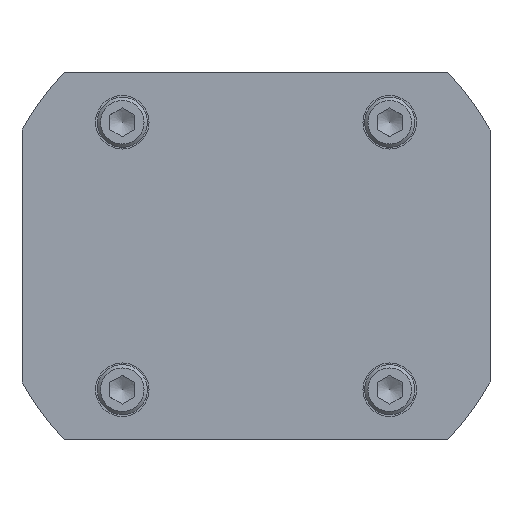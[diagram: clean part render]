
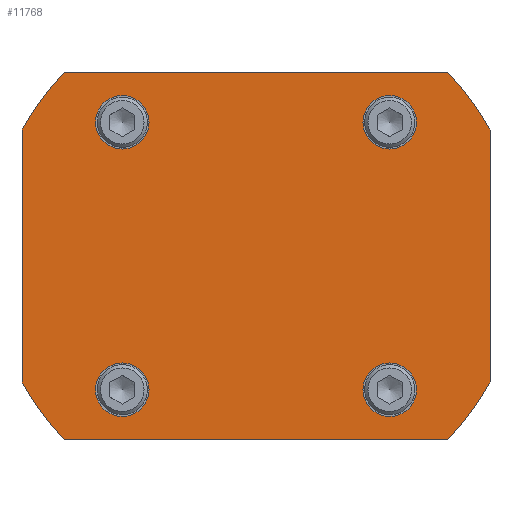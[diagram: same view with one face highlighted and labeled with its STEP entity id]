
A CAD part, front view. The second image highlights one B-rep face of the part: STEP entity #11768.
In plain terms, the highlighted planar face has unit normal (0, -1, 0).
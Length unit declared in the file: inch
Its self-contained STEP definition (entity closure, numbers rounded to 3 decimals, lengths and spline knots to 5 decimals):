
#11204=CARTESIAN_POINT('',(1.43511,0.0,-1.375));
#11205=VERTEX_POINT('',#11204);
#11214=CARTESIAN_POINT('',(-1.43511,0.0,-1.375));
#11215=VERTEX_POINT('',#11214);
#11216=CARTESIAN_POINT('',(-1.43511,0.0,-1.375));
#11217=DIRECTION('',(1.0,0.0,0.0));
#11218=VECTOR('',#11217,2.87021);
#11219=LINE('',#11216,#11218);
#11220=EDGE_CURVE('',#11215,#11205,#11219,.T.);
#11287=CARTESIAN_POINT('',(-1.75,0.0,-0.94216));
#11288=VERTEX_POINT('',#11287);
#11297=CARTESIAN_POINT('',(-1.75,0.0,0.94216));
#11298=VERTEX_POINT('',#11297);
#11299=CARTESIAN_POINT('',(-1.75,0.0,0.94216));
#11300=DIRECTION('',(0.0,0.0,-1.0));
#11301=VECTOR('',#11300,1.88431);
#11302=LINE('',#11299,#11301);
#11303=EDGE_CURVE('',#11298,#11288,#11302,.T.);
#11378=CARTESIAN_POINT('',(1.75,0.0,0.94216));
#11379=VERTEX_POINT('',#11378);
#11388=CARTESIAN_POINT('',(1.75,0.0,-0.94216));
#11389=VERTEX_POINT('',#11388);
#11390=CARTESIAN_POINT('',(1.75,0.0,-0.94216));
#11391=DIRECTION('',(0.0,0.0,1.0));
#11392=VECTOR('',#11391,1.88431);
#11393=LINE('',#11390,#11392);
#11394=EDGE_CURVE('',#11389,#11379,#11393,.T.);
#11451=CARTESIAN_POINT('',(-1.,0.0,0.8));
#11452=VERTEX_POINT('',#11451);
#11453=CARTESIAN_POINT('',(-1.,0.0,1.));
#11454=DIRECTION('',(0.0,1.0,0.0));
#11455=DIRECTION('',(0.0,0.0,-1.0));
#11456=AXIS2_PLACEMENT_3D('',#11453,#11454,#11455);
#11457=CIRCLE('',#11456,0.2);
#11458=EDGE_CURVE('',#11452,#11452,#11457,.T.);
#11492=CARTESIAN_POINT('',(-0.8,0.0,-1.));
#11493=VERTEX_POINT('',#11492);
#11494=CARTESIAN_POINT('',(-1.,0.0,-1.));
#11495=DIRECTION('',(0.0,1.0,0.0));
#11496=DIRECTION('',(1.0,0.0,0.0));
#11497=AXIS2_PLACEMENT_3D('',#11494,#11495,#11496);
#11498=CIRCLE('',#11497,0.2);
#11499=EDGE_CURVE('',#11493,#11493,#11498,.T.);
#11541=CARTESIAN_POINT('',(1.,0.0,-0.8));
#11542=VERTEX_POINT('',#11541);
#11543=CARTESIAN_POINT('',(1.,0.0,-1.));
#11544=DIRECTION('',(0.0,1.0,0.0));
#11545=DIRECTION('',(0.0,0.0,1.0));
#11546=AXIS2_PLACEMENT_3D('',#11543,#11544,#11545);
#11547=CIRCLE('',#11546,0.2);
#11548=EDGE_CURVE('',#11542,#11542,#11547,.T.);
#11590=CARTESIAN_POINT('',(0.8,0.0,1.));
#11591=VERTEX_POINT('',#11590);
#11592=CARTESIAN_POINT('',(1.,0.0,1.));
#11593=DIRECTION('',(0.0,1.0,0.0));
#11594=DIRECTION('',(-1.0,0.0,0.0));
#11595=AXIS2_PLACEMENT_3D('',#11592,#11593,#11594);
#11596=CIRCLE('',#11595,0.2);
#11597=EDGE_CURVE('',#11591,#11591,#11596,.T.);
#11610=CARTESIAN_POINT('',(1.43511,0.0,1.375));
#11611=VERTEX_POINT('',#11610);
#11620=CARTESIAN_POINT('',(0.0,0.0,0.0));
#11621=DIRECTION('',(0.0,-1.0,0.0));
#11622=DIRECTION('',(-0.722,0.0,-0.692));
#11623=AXIS2_PLACEMENT_3D('',#11620,#11621,#11622);
#11624=CIRCLE('',#11623,1.9875);
#11625=EDGE_CURVE('',#11379,#11611,#11624,.T.);
#11643=CARTESIAN_POINT('',(-1.43511,0.0,1.375));
#11644=VERTEX_POINT('',#11643);
#11653=CARTESIAN_POINT('',(1.43511,0.0,1.375));
#11654=DIRECTION('',(-1.0,0.0,0.0));
#11655=VECTOR('',#11654,2.87021);
#11656=LINE('',#11653,#11655);
#11657=EDGE_CURVE('',#11611,#11644,#11656,.T.);
#11675=CARTESIAN_POINT('',(0.0,0.0,0.0));
#11676=DIRECTION('',(0.0,-1.0,0.0));
#11677=DIRECTION('',(0.881,0.0,-0.474));
#11678=AXIS2_PLACEMENT_3D('',#11675,#11676,#11677);
#11679=CIRCLE('',#11678,1.9875);
#11680=EDGE_CURVE('',#11644,#11298,#11679,.T.);
#11699=CARTESIAN_POINT('',(0.0,0.0,0.0));
#11700=DIRECTION('',(0.0,-1.0,0.0));
#11701=DIRECTION('',(0.722,0.0,0.692));
#11702=AXIS2_PLACEMENT_3D('',#11699,#11700,#11701);
#11703=CIRCLE('',#11702,1.9875);
#11704=EDGE_CURVE('',#11288,#11215,#11703,.T.);
#11723=CARTESIAN_POINT('',(0.0,0.0,0.0));
#11724=DIRECTION('',(0.0,-1.,0.0));
#11725=DIRECTION('',(-0.881,0.0,0.474));
#11726=AXIS2_PLACEMENT_3D('',#11723,#11724,#11725);
#11727=CIRCLE('',#11726,1.9875);
#11728=EDGE_CURVE('',#11205,#11389,#11727,.T.);
#11741=CARTESIAN_POINT('',(0.,0.0,0.));
#11742=DIRECTION('',(0.0,1.0,0.0));
#11743=DIRECTION('',(0.0,0.0,-1.0));
#11744=AXIS2_PLACEMENT_3D('',#11741,#11742,#11743);
#11745=PLANE('',#11744);
#11746=ORIENTED_EDGE('',*,*,#11394,.T.);
#11747=ORIENTED_EDGE('',*,*,#11625,.T.);
#11748=ORIENTED_EDGE('',*,*,#11657,.T.);
#11749=ORIENTED_EDGE('',*,*,#11680,.T.);
#11750=ORIENTED_EDGE('',*,*,#11303,.T.);
#11751=ORIENTED_EDGE('',*,*,#11704,.T.);
#11752=ORIENTED_EDGE('',*,*,#11220,.T.);
#11753=ORIENTED_EDGE('',*,*,#11728,.T.);
#11754=EDGE_LOOP('',(#11746,#11747,#11748,#11749,#11750,#11751,#11752,#11753));
#11755=FACE_OUTER_BOUND('',#11754,.T.);
#11756=ORIENTED_EDGE('',*,*,#11458,.T.);
#11757=EDGE_LOOP('',(#11756));
#11758=FACE_BOUND('',#11757,.T.);
#11759=ORIENTED_EDGE('',*,*,#11499,.T.);
#11760=EDGE_LOOP('',(#11759));
#11761=FACE_BOUND('',#11760,.T.);
#11762=ORIENTED_EDGE('',*,*,#11548,.T.);
#11763=EDGE_LOOP('',(#11762));
#11764=FACE_BOUND('',#11763,.T.);
#11765=ORIENTED_EDGE('',*,*,#11597,.T.);
#11766=EDGE_LOOP('',(#11765));
#11767=FACE_BOUND('',#11766,.T.);
#11768=ADVANCED_FACE('',(#11755,#11758,#11761,#11764,#11767),#11745,.F.);
